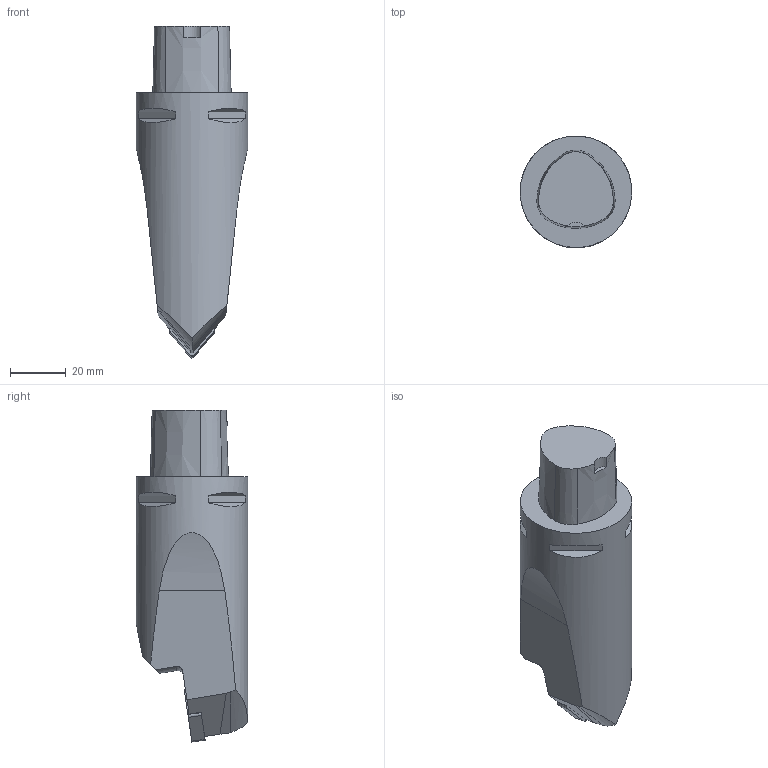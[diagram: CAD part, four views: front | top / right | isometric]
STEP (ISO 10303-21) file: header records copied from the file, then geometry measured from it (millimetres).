
FILE_DESCRIPTION(/* description */ (''),/* implementation_level */ '2;1');
FILE_NAME(/* name */ '1544008169114.stp',/* time_stamp */ '2018-12-05T16:39:51+05:00',/* author */ (''),/* organization */ ('SMS'),/* preprocessor_version */ 'ST-DEVELOPER v15',/* originating_system */ 'SIEMENS PLM Software NX 8.5',/* authorisation */ '');
FILE_SCHEMA (('AUTOMOTIVE_DESIGN { 1 0 10303 214 3 1 1 1 }'));
Length unit declared in the file: millimetre
Products named in the file (4): IsoTurningInsert; ASSEMBLY_CONSTRUCTION; 201776899mod000_01; 201776894mod000_01
Assembly tree (3 placements, depth 2):
  201776894mod000_01
    201776899mod000_01
    ASSEMBLY_CONSTRUCTION
    IsoTurningInsert
Bounding box: 40 x 40 x 119 mm (x, y, z)
Volume: 101713.3 mm3; surface area: 14749.9 mm2
Topology: 2 solids, 2 shells, 64 faces, 164 edges, 115 vertices
Faces by surface type: plane 40, cylinder 16, cone 6, torus 2
Full cylindrical faces by diameter (mm): 5.156 x2, 40 x1
Entity records: 2209 total; most frequent: CARTESIAN_POINT 489, DIRECTION 350, ORIENTED_EDGE 310, EDGE_CURVE 155, AXIS2_PLACEMENT_3D 132, VERTEX_POINT 104, LINE 86, VECTOR 86
